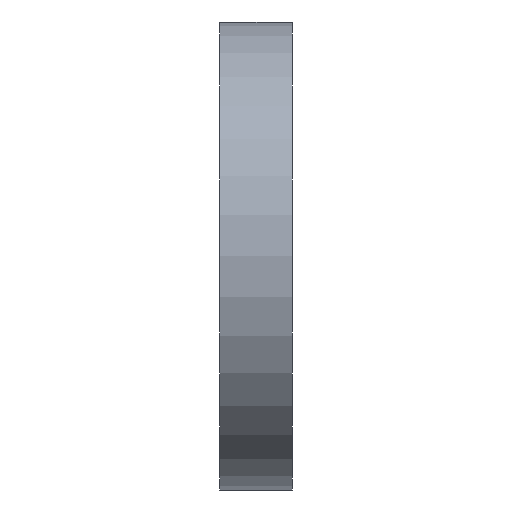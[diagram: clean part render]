
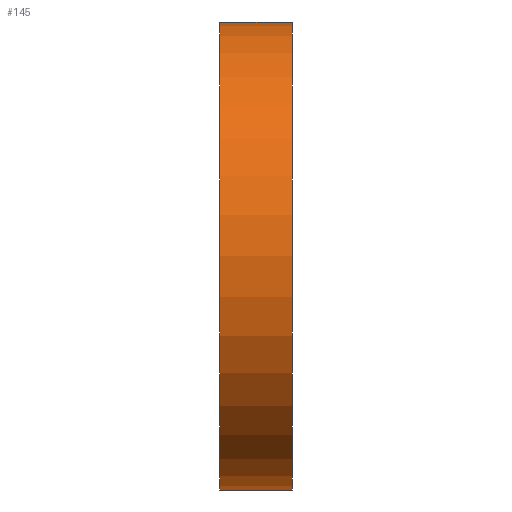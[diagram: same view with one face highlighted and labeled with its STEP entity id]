
A CAD part, left-side view. The second image highlights one B-rep face of the part: STEP entity #145.
In plain terms, the highlighted cylindrical face has radius 5.455 mm (diameter 10.909 mm), a partial arc.
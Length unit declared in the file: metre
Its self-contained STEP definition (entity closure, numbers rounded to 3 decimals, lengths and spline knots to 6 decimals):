
#21=CYLINDRICAL_SURFACE('',#174,0.005455);
#29=LINE('',#248,#37);
#31=LINE('',#252,#39);
#37=VECTOR('',#206,1.);
#39=VECTOR('',#212,1.);
#64=ORIENTED_EDGE('',*,*,#75,.T.);
#65=ORIENTED_EDGE('',*,*,#85,.T.);
#66=ORIENTED_EDGE('',*,*,#83,.F.);
#67=ORIENTED_EDGE('',*,*,#87,.F.);
#75=EDGE_CURVE('',#92,#90,#102,.T.);
#83=EDGE_CURVE('',#99,#96,#107,.T.);
#85=EDGE_CURVE('',#90,#96,#29,.T.);
#87=EDGE_CURVE('',#92,#99,#31,.T.);
#90=VERTEX_POINT('',#226);
#92=VERTEX_POINT('',#229);
#96=VERTEX_POINT('',#239);
#99=VERTEX_POINT('',#244);
#102=CIRCLE('',#164,0.005455);
#107=CIRCLE('',#170,0.005455);
#117=EDGE_LOOP('',(#64,#65,#66,#67));
#131=FACE_BOUND('',#117,.T.);
#145=ADVANCED_FACE('',(#131),#21,.T.);
#164=AXIS2_PLACEMENT_3D('',#228,#186,#187);
#170=AXIS2_PLACEMENT_3D('',#245,#201,#202);
#174=AXIS2_PLACEMENT_3D('',#253,#213,#214);
#186=DIRECTION('',(0.,1.,0.));
#187=DIRECTION('',(0.,0.,-1.));
#201=DIRECTION('',(0.,1.,0.));
#202=DIRECTION('',(0.,0.,-1.));
#206=DIRECTION('',(0.,1.,0.));
#212=DIRECTION('',(0.,1.,0.));
#213=DIRECTION('',(0.,1.,0.));
#214=DIRECTION('',(0.,0.,-1.));
#226=CARTESIAN_POINT('',(-0.17,0.,0.005455));
#228=CARTESIAN_POINT('',(-0.17,0.,0.));
#229=CARTESIAN_POINT('',(-0.17,0.,-0.005455));
#239=CARTESIAN_POINT('',(-0.17,0.0017,0.005455));
#244=CARTESIAN_POINT('',(-0.17,0.0017,-0.005455));
#245=CARTESIAN_POINT('',(-0.17,0.0017,0.));
#248=CARTESIAN_POINT('',(-0.17,0.,0.005455));
#252=CARTESIAN_POINT('',(-0.17,0.,-0.005455));
#253=CARTESIAN_POINT('',(-0.17,0.,0.));
